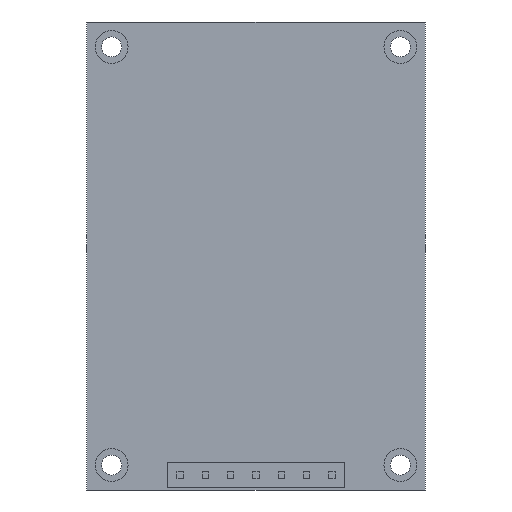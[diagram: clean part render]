
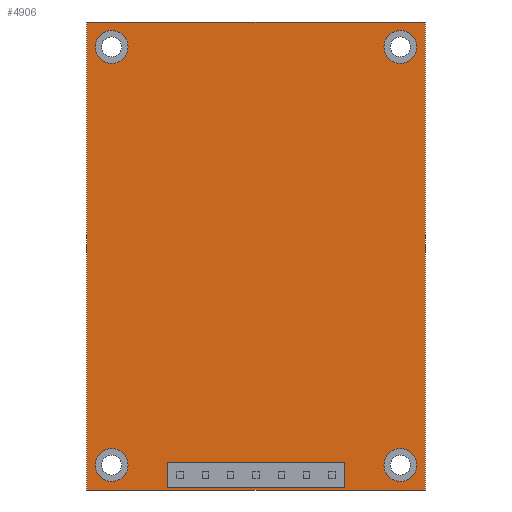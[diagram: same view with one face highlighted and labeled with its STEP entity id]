
A CAD part, front view. The second image highlights one B-rep face of the part: STEP entity #4906.
In plain terms, the highlighted planar face has unit normal (0, -1, 0).
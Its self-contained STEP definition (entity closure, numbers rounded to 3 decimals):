
#9 = EDGE_LOOP ( 'NONE', ( #4737, #2809 ) ) ;
#68 = VERTEX_POINT ( 'NONE', #4202 ) ;
#74 = PLANE ( 'NONE',  #3304 ) ;
#75 = DIRECTION ( 'NONE',  ( 0., 0., 1. ) ) ;
#76 = CARTESIAN_POINT ( 'NONE',  ( 8.89, 0., -20.73 ) ) ;
#85 = VERTEX_POINT ( 'NONE', #2702 ) ;
#133 = FACE_OUTER_BOUND ( 'NONE', #3709, .T. ) ;
#149 = DIRECTION ( 'NONE',  ( 0., 1., 0. ) ) ;
#161 = DIRECTION ( 'NONE',  ( 0., 0., 1. ) ) ;
#221 = CARTESIAN_POINT ( 'NONE',  ( -8.89, 0., 0. ) ) ;
#232 = ORIENTED_EDGE ( 'NONE', *, *, #4738, .F. ) ;
#233 = ORIENTED_EDGE ( 'NONE', *, *, #1345, .T. ) ;
#239 = CARTESIAN_POINT ( 'NONE',  ( 14.5, 0., -20. ) ) ;
#270 = LINE ( 'NONE', #3790, #483 ) ;
#340 = AXIS2_PLACEMENT_3D ( 'NONE', #1231, #3477, #3530 ) ;
#346 = EDGE_CURVE ( 'NONE', #1854, #1064, #831, .T. ) ;
#376 = EDGE_CURVE ( 'NONE', #4836, #1504, #3410, .T. ) ;
#452 = CIRCLE ( 'NONE', #537, 1. ) ;
#483 = VECTOR ( 'NONE', #3708, 1000. ) ;
#512 = AXIS2_PLACEMENT_3D ( 'NONE', #4265, #2715, #75 ) ;
#533 = CARTESIAN_POINT ( 'NONE',  ( -14.5, 0., 21. ) ) ;
#537 = AXIS2_PLACEMENT_3D ( 'NONE', #2628, #3066, #4583 ) ;
#568 = LINE ( 'NONE', #221, #3119 ) ;
#580 = VERTEX_POINT ( 'NONE', #2876 ) ;
#594 = EDGE_CURVE ( 'NONE', #2247, #68, #3715, .T. ) ;
#611 = VECTOR ( 'NONE', #977, 1000. ) ;
#639 = DIRECTION ( 'NONE',  ( 0., 1., 0. ) ) ;
#650 = DIRECTION ( 'NONE',  ( 0., 0., 1. ) ) ;
#666 = CARTESIAN_POINT ( 'NONE',  ( 8.89, 0., 0. ) ) ;
#831 = CIRCLE ( 'NONE', #512, 1. ) ;
#853 = FACE_BOUND ( 'NONE', #4769, .T. ) ;
#877 = ORIENTED_EDGE ( 'NONE', *, *, #1907, .T. ) ;
#881 = CARTESIAN_POINT ( 'NONE',  ( 14.5, 0., -21. ) ) ;
#906 = DIRECTION ( 'NONE',  ( 0., 1., 0. ) ) ;
#951 = FACE_BOUND ( 'NONE', #9, .T. ) ;
#977 = DIRECTION ( 'NONE',  ( 0., 0., -1. ) ) ;
#1064 = VERTEX_POINT ( 'NONE', #2504 ) ;
#1117 = EDGE_CURVE ( 'NONE', #4457, #2349, #3837, .T. ) ;
#1120 = VERTEX_POINT ( 'NONE', #2178 ) ;
#1186 = CARTESIAN_POINT ( 'NONE',  ( -14.5, 0., 21. ) ) ;
#1198 = CARTESIAN_POINT ( 'NONE',  ( 0., 0., -23.27 ) ) ;
#1231 = CARTESIAN_POINT ( 'NONE',  ( 14.5, 0., 21. ) ) ;
#1268 = DIRECTION ( 'NONE',  ( 0., 1., 0. ) ) ;
#1297 = CARTESIAN_POINT ( 'NONE',  ( -14.5, 0., -21. ) ) ;
#1315 = DIRECTION ( 'NONE',  ( 0., 0., -1. ) ) ;
#1345 = EDGE_CURVE ( 'NONE', #2932, #3547, #1488, .T. ) ;
#1387 = DIRECTION ( 'NONE',  ( 0., 1., 0. ) ) ;
#1455 = LINE ( 'NONE', #2923, #2606 ) ;
#1488 = LINE ( 'NONE', #666, #4466 ) ;
#1504 = VERTEX_POINT ( 'NONE', #1962 ) ;
#1524 = CARTESIAN_POINT ( 'NONE',  ( 8.89, 0., -23.27 ) ) ;
#1577 = CIRCLE ( 'NONE', #4391, 1. ) ;
#1653 = AXIS2_PLACEMENT_3D ( 'NONE', #4087, #149, #650 ) ;
#1661 = CARTESIAN_POINT ( 'NONE',  ( -17., 0., 23.5 ) ) ;
#1738 = ORIENTED_EDGE ( 'NONE', *, *, #594, .T. ) ;
#1797 = ORIENTED_EDGE ( 'NONE', *, *, #2751, .F. ) ;
#1853 = ORIENTED_EDGE ( 'NONE', *, *, #2300, .T. ) ;
#1854 = VERTEX_POINT ( 'NONE', #3462 ) ;
#1857 = AXIS2_PLACEMENT_3D ( 'NONE', #533, #639, #2164 ) ;
#1902 = ORIENTED_EDGE ( 'NONE', *, *, #2981, .F. ) ;
#1907 = EDGE_CURVE ( 'NONE', #2349, #4457, #1577, .T. ) ;
#1912 = CARTESIAN_POINT ( 'NONE',  ( 14.5, 0., 20. ) ) ;
#1962 = CARTESIAN_POINT ( 'NONE',  ( 14.5, 0., 22. ) ) ;
#2021 = EDGE_CURVE ( 'NONE', #2932, #4500, #1455, .T. ) ;
#2039 = CARTESIAN_POINT ( 'NONE',  ( 0., 0., 0. ) ) ;
#2064 = DIRECTION ( 'NONE',  ( 0., -1., 0. ) ) ;
#2108 = ORIENTED_EDGE ( 'NONE', *, *, #376, .T. ) ;
#2155 = AXIS2_PLACEMENT_3D ( 'NONE', #1186, #906, #2718 ) ;
#2164 = DIRECTION ( 'NONE',  ( 0., 0., 1. ) ) ;
#2178 = CARTESIAN_POINT ( 'NONE',  ( 17., 0., 23.5 ) ) ;
#2194 = ORIENTED_EDGE ( 'NONE', *, *, #4013, .F. ) ;
#2195 = DIRECTION ( 'NONE',  ( 0., 0., -1. ) ) ;
#2247 = VERTEX_POINT ( 'NONE', #4972 ) ;
#2300 = EDGE_CURVE ( 'NONE', #1504, #4836, #452, .T. ) ;
#2315 = CARTESIAN_POINT ( 'NONE',  ( 17., 0., -23.5 ) ) ;
#2325 = CARTESIAN_POINT ( 'NONE',  ( 14.5, 0., -22. ) ) ;
#2349 = VERTEX_POINT ( 'NONE', #2325 ) ;
#2374 = EDGE_LOOP ( 'NONE', ( #2194, #4638, #233, #3528 ) ) ;
#2391 = CIRCLE ( 'NONE', #2155, 1. ) ;
#2409 = FACE_BOUND ( 'NONE', #2824, .T. ) ;
#2490 = FACE_BOUND ( 'NONE', #2374, .T. ) ;
#2504 = CARTESIAN_POINT ( 'NONE',  ( -14.5, 0., -20. ) ) ;
#2599 = EDGE_CURVE ( 'NONE', #1064, #1854, #4774, .T. ) ;
#2606 = VECTOR ( 'NONE', #3349, 1000. ) ;
#2628 = CARTESIAN_POINT ( 'NONE',  ( 14.5, 0., 21. ) ) ;
#2702 = CARTESIAN_POINT ( 'NONE',  ( -8.89, 0., -23.27 ) ) ;
#2715 = DIRECTION ( 'NONE',  ( 0., 1., 0. ) ) ;
#2716 = VECTOR ( 'NONE', #4493, 1000. ) ;
#2718 = DIRECTION ( 'NONE',  ( 0., 0., 1. ) ) ;
#2751 = EDGE_CURVE ( 'NONE', #4831, #4185, #4551, .T. ) ;
#2809 = ORIENTED_EDGE ( 'NONE', *, *, #2599, .T. ) ;
#2821 = DIRECTION ( 'NONE',  ( 0., 0., 1. ) ) ;
#2824 = EDGE_LOOP ( 'NONE', ( #2108, #1853 ) ) ;
#2876 = CARTESIAN_POINT ( 'NONE',  ( -17., 0., 23.5 ) ) ;
#2923 = CARTESIAN_POINT ( 'NONE',  ( 0., 0., -20.73 ) ) ;
#2925 = CARTESIAN_POINT ( 'NONE',  ( 17., 0., 23.5 ) ) ;
#2932 = VERTEX_POINT ( 'NONE', #76 ) ;
#2954 = CARTESIAN_POINT ( 'NONE',  ( -8.89, 0., -20.73 ) ) ;
#2981 = EDGE_CURVE ( 'NONE', #4185, #580, #4321, .T. ) ;
#3000 = LINE ( 'NONE', #1198, #2716 ) ;
#3066 = DIRECTION ( 'NONE',  ( 0., 1., 0. ) ) ;
#3119 = VECTOR ( 'NONE', #4812, 1000. ) ;
#3129 = ORIENTED_EDGE ( 'NONE', *, *, #1117, .T. ) ;
#3165 = ORIENTED_EDGE ( 'NONE', *, *, #4175, .T. ) ;
#3304 = AXIS2_PLACEMENT_3D ( 'NONE', #2039, #2064, #1315 ) ;
#3349 = DIRECTION ( 'NONE',  ( -1., 0., 0. ) ) ;
#3410 = CIRCLE ( 'NONE', #340, 1. ) ;
#3438 = DIRECTION ( 'NONE',  ( -1., 0., 0. ) ) ;
#3462 = CARTESIAN_POINT ( 'NONE',  ( -14.5, 0., -22. ) ) ;
#3477 = DIRECTION ( 'NONE',  ( 0., 1., 0. ) ) ;
#3528 = ORIENTED_EDGE ( 'NONE', *, *, #4375, .T. ) ;
#3530 = DIRECTION ( 'NONE',  ( 0., 0., 1. ) ) ;
#3547 = VERTEX_POINT ( 'NONE', #1524 ) ;
#3708 = DIRECTION ( 'NONE',  ( 1., 0., 0. ) ) ;
#3709 = EDGE_LOOP ( 'NONE', ( #4020, #232, #1902, #1797 ) ) ;
#3715 = CIRCLE ( 'NONE', #1857, 1. ) ;
#3790 = CARTESIAN_POINT ( 'NONE',  ( -17., 0., 23.5 ) ) ;
#3837 = CIRCLE ( 'NONE', #1653, 1. ) ;
#3973 = VECTOR ( 'NONE', #3438, 1000. ) ;
#4013 = EDGE_CURVE ( 'NONE', #4500, #85, #568, .T. ) ;
#4020 = ORIENTED_EDGE ( 'NONE', *, *, #4987, .F. ) ;
#4087 = CARTESIAN_POINT ( 'NONE',  ( 14.5, 0., -21. ) ) ;
#4175 = EDGE_CURVE ( 'NONE', #68, #2247, #2391, .T. ) ;
#4185 = VERTEX_POINT ( 'NONE', #4726 ) ;
#4202 = CARTESIAN_POINT ( 'NONE',  ( -14.5, 0., 20. ) ) ;
#4265 = CARTESIAN_POINT ( 'NONE',  ( -14.5, 0., -21. ) ) ;
#4321 = LINE ( 'NONE', #1661, #4698 ) ;
#4347 = DIRECTION ( 'NONE',  ( 0., 0., 1. ) ) ;
#4371 = AXIS2_PLACEMENT_3D ( 'NONE', #1297, #1268, #4347 ) ;
#4375 = EDGE_CURVE ( 'NONE', #3547, #85, #3000, .T. ) ;
#4391 = AXIS2_PLACEMENT_3D ( 'NONE', #881, #1387, #2821 ) ;
#4417 = LINE ( 'NONE', #2925, #611 ) ;
#4457 = VERTEX_POINT ( 'NONE', #239 ) ;
#4466 = VECTOR ( 'NONE', #2195, 1000. ) ;
#4493 = DIRECTION ( 'NONE',  ( -1., 0., 0. ) ) ;
#4500 = VERTEX_POINT ( 'NONE', #2954 ) ;
#4551 = LINE ( 'NONE', #4576, #3973 ) ;
#4576 = CARTESIAN_POINT ( 'NONE',  ( -17., 0., -23.5 ) ) ;
#4583 = DIRECTION ( 'NONE',  ( 0., 0., 1. ) ) ;
#4638 = ORIENTED_EDGE ( 'NONE', *, *, #2021, .F. ) ;
#4666 = FACE_BOUND ( 'NONE', #4900, .T. ) ;
#4698 = VECTOR ( 'NONE', #161, 1000. ) ;
#4726 = CARTESIAN_POINT ( 'NONE',  ( -17., 0., -23.5 ) ) ;
#4737 = ORIENTED_EDGE ( 'NONE', *, *, #346, .T. ) ;
#4738 = EDGE_CURVE ( 'NONE', #580, #1120, #270, .T. ) ;
#4769 = EDGE_LOOP ( 'NONE', ( #3165, #1738 ) ) ;
#4774 = CIRCLE ( 'NONE', #4371, 1. ) ;
#4812 = DIRECTION ( 'NONE',  ( 0., 0., -1. ) ) ;
#4831 = VERTEX_POINT ( 'NONE', #2315 ) ;
#4836 = VERTEX_POINT ( 'NONE', #1912 ) ;
#4900 = EDGE_LOOP ( 'NONE', ( #877, #3129 ) ) ;
#4906 = ADVANCED_FACE ( 'NONE', ( #2409, #4666, #133, #951, #853, #2490 ), #74, .T. ) ;
#4972 = CARTESIAN_POINT ( 'NONE',  ( -14.5, 0., 22. ) ) ;
#4987 = EDGE_CURVE ( 'NONE', #1120, #4831, #4417, .T. ) ;
